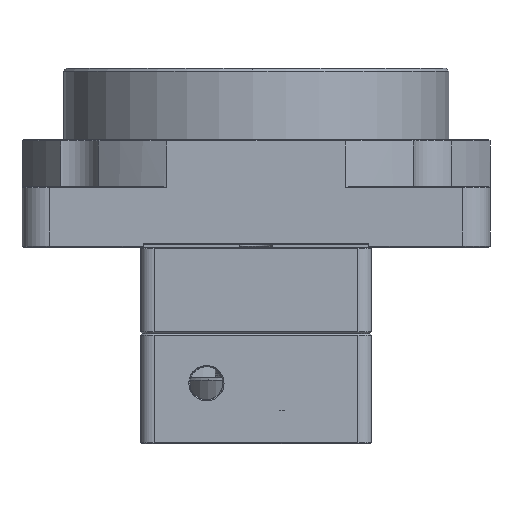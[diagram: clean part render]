
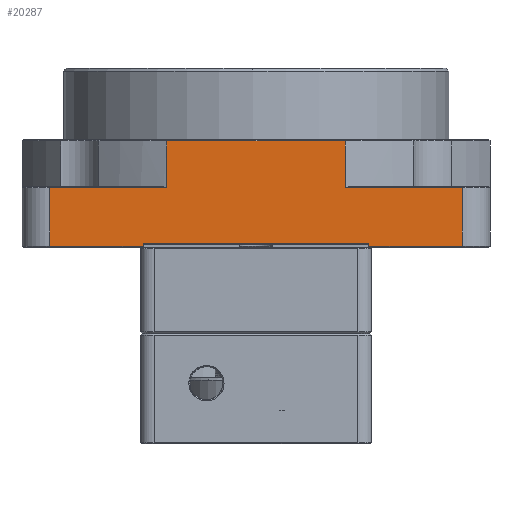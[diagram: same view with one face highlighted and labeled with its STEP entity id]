
A CAD part, left-side view. The second image highlights one B-rep face of the part: STEP entity #20287.
In plain terms, the highlighted planar face has unit normal (1, 0, 0).
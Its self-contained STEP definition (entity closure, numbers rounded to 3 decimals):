
#20287=ADVANCED_FACE('',(#21996),#21175,.T.);
#21175=PLANE('',#44186);
#21996=FACE_OUTER_BOUND('',#23358,.T.);
#23358=EDGE_LOOP('',(#27383,#27384,#27385,#27386,#27387,#27388,#27389,#27390,
#27391,#27392,#27393,#27394));
#27383=ORIENTED_EDGE('',*,*,#37781,.T.);
#27384=ORIENTED_EDGE('',*,*,#37782,.F.);
#27385=ORIENTED_EDGE('',*,*,#37783,.T.);
#27386=ORIENTED_EDGE('',*,*,#37784,.F.);
#27387=ORIENTED_EDGE('',*,*,#37785,.T.);
#27388=ORIENTED_EDGE('',*,*,#37786,.F.);
#27389=ORIENTED_EDGE('',*,*,#37787,.F.);
#27390=ORIENTED_EDGE('',*,*,#37788,.F.);
#27391=ORIENTED_EDGE('',*,*,#37789,.T.);
#27392=ORIENTED_EDGE('',*,*,#37780,.F.);
#27393=ORIENTED_EDGE('',*,*,#37790,.T.);
#27394=ORIENTED_EDGE('',*,*,#37791,.F.);
#33567=VERTEX_POINT('',#66403);
#33568=VERTEX_POINT('',#66405);
#33569=VERTEX_POINT('',#66409);
#33570=VERTEX_POINT('',#66410);
#33571=VERTEX_POINT('',#66412);
#33572=VERTEX_POINT('',#66414);
#33573=VERTEX_POINT('',#66416);
#33574=VERTEX_POINT('',#66418);
#33575=VERTEX_POINT('',#66420);
#33576=VERTEX_POINT('',#66422);
#33577=VERTEX_POINT('',#66424);
#33578=VERTEX_POINT('',#66427);
#37780=EDGE_CURVE('',#33568,#33567,#40307,.T.);
#37781=EDGE_CURVE('',#33569,#33570,#40308,.T.);
#37782=EDGE_CURVE('',#33571,#33570,#40309,.T.);
#37783=EDGE_CURVE('',#33571,#33572,#40310,.T.);
#37784=EDGE_CURVE('',#33573,#33572,#40311,.T.);
#37785=EDGE_CURVE('',#33573,#33574,#40312,.T.);
#37786=EDGE_CURVE('',#33575,#33574,#40313,.T.);
#37787=EDGE_CURVE('',#33576,#33575,#40314,.T.);
#37788=EDGE_CURVE('',#33577,#33576,#40315,.T.);
#37789=EDGE_CURVE('',#33577,#33567,#40316,.T.);
#37790=EDGE_CURVE('',#33568,#33578,#40317,.T.);
#37791=EDGE_CURVE('',#33569,#33578,#40318,.T.);
#40307=LINE('',#66406,#41949);
#40308=LINE('',#66408,#41950);
#40309=LINE('',#66411,#41951);
#40310=LINE('',#66413,#41952);
#40311=LINE('',#66415,#41953);
#40312=LINE('',#66417,#41954);
#40313=LINE('',#66419,#41955);
#40314=LINE('',#66421,#41956);
#40315=LINE('',#66423,#41957);
#40316=LINE('',#66425,#41958);
#40317=LINE('',#66426,#41959);
#40318=LINE('',#66428,#41960);
#41949=VECTOR('',#49991,1.);
#41950=VECTOR('',#49994,1.);
#41951=VECTOR('',#49995,1.);
#41952=VECTOR('',#49996,1.);
#41953=VECTOR('',#49997,1.);
#41954=VECTOR('',#49998,1.);
#41955=VECTOR('',#49999,1.);
#41956=VECTOR('',#50000,1.);
#41957=VECTOR('',#50001,1.);
#41958=VECTOR('',#50002,1.);
#41959=VECTOR('',#50003,1.);
#41960=VECTOR('',#50004,1.);
#44186=AXIS2_PLACEMENT_3D('',#66429,#50005,#50006);
#49991=DIRECTION('',(0.,0.,-1.));
#49994=DIRECTION('',(0.,-1.,0.));
#49995=DIRECTION('',(0.,0.,1.));
#49996=DIRECTION('',(0.,-1.,0.));
#49997=DIRECTION('',(0.,0.,1.));
#49998=DIRECTION('',(0.,1.,0.));
#49999=DIRECTION('',(0.,0.,-1.));
#50000=DIRECTION('',(0.,-1.,0.));
#50001=DIRECTION('',(0.,0.,1.));
#50002=DIRECTION('',(0.,1.,0.));
#50003=DIRECTION('',(0.,-1.,0.));
#50004=DIRECTION('',(0.,0.,-1.));
#50005=DIRECTION('',(1.,0.,0.));
#50006=DIRECTION('',(0.,-1.,0.));
#66403=CARTESIAN_POINT('',(-36.06,37.525,-10.8));
#66405=CARTESIAN_POINT('',(-36.06,37.525,-0.2));
#66406=CARTESIAN_POINT('',(-36.06,37.525,-0.2));
#66408=CARTESIAN_POINT('',(-36.06,16.273,8.3));
#66409=CARTESIAN_POINT('',(-36.06,16.273,8.3));
#66410=CARTESIAN_POINT('',(-36.06,-16.223,8.3));
#66411=CARTESIAN_POINT('',(-36.06,-16.223,-0.2));
#66412=CARTESIAN_POINT('',(-36.06,-16.223,-0.2));
#66413=CARTESIAN_POINT('',(-36.06,-16.223,-0.2));
#66414=CARTESIAN_POINT('',(-36.06,-37.475,-0.2));
#66415=CARTESIAN_POINT('',(-36.06,-37.475,-10.8));
#66416=CARTESIAN_POINT('',(-36.06,-37.475,-10.8));
#66417=CARTESIAN_POINT('',(-36.06,-37.475,-10.8));
#66418=CARTESIAN_POINT('',(-36.06,-20.475,-10.8));
#66419=CARTESIAN_POINT('',(-36.06,-20.475,-10.3));
#66420=CARTESIAN_POINT('',(-36.06,-20.475,-10.3));
#66421=CARTESIAN_POINT('',(-36.06,20.525,-10.3));
#66422=CARTESIAN_POINT('',(-36.06,20.525,-10.3));
#66423=CARTESIAN_POINT('',(-36.06,20.525,-10.8));
#66424=CARTESIAN_POINT('',(-36.06,20.525,-10.8));
#66425=CARTESIAN_POINT('',(-36.06,20.525,-10.8));
#66426=CARTESIAN_POINT('',(-36.06,37.525,-0.2));
#66427=CARTESIAN_POINT('',(-36.06,16.273,-0.2));
#66428=CARTESIAN_POINT('',(-36.06,16.273,8.3));
#66429=CARTESIAN_POINT('',(-36.06,0.025,-1.25));
